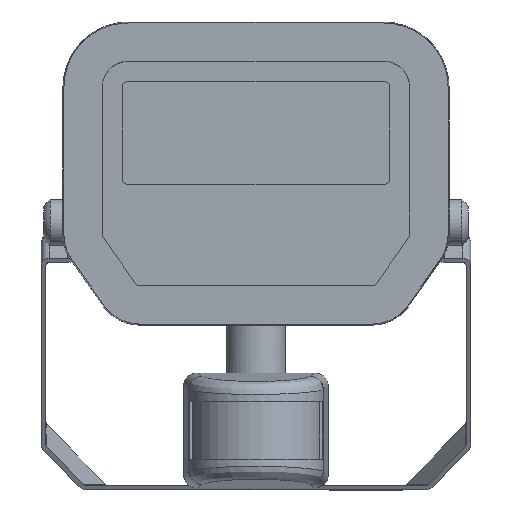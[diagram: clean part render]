
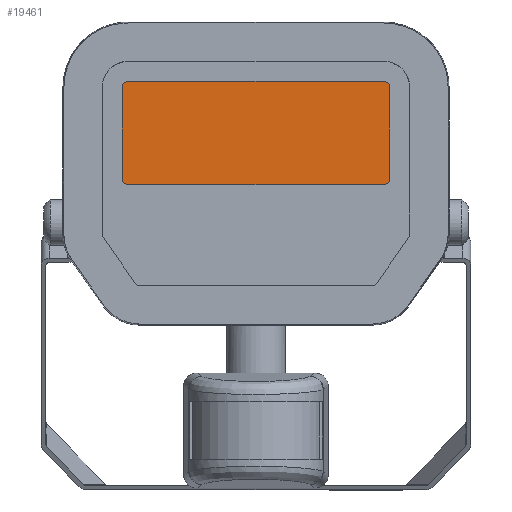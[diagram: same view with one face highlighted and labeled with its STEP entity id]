
A CAD part, top view. The second image highlights one B-rep face of the part: STEP entity #19461.
In plain terms, the highlighted face is planar.
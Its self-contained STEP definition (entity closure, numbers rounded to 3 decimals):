
#76 = EDGE_CURVE ( 'NONE', #18459, #35586, #34877, .T. ) ;
#342 = LINE ( 'NONE', #21735, #19575 ) ;
#1111 = CARTESIAN_POINT ( 'NONE',  ( -38.8, 68.429, 122.454 ) ) ;
#1189 = CIRCLE ( 'NONE', #8840, 2. ) ;
#1237 = VECTOR ( 'NONE', #4953, 1000. ) ;
#1941 = AXIS2_PLACEMENT_3D ( 'NONE', #9481, #34383, #31007 ) ;
#2460 = CARTESIAN_POINT ( 'NONE',  ( 40.8, 68.429, 122.454 ) ) ;
#3074 = EDGE_CURVE ( 'NONE', #15220, #24536, #29481, .T. ) ;
#3626 = EDGE_CURVE ( 'NONE', #25645, #18459, #342, .T. ) ;
#3822 = ORIENTED_EDGE ( 'NONE', *, *, #32848, .T. ) ;
#3923 = DIRECTION ( 'NONE',  ( 0., 1., 0. ) ) ;
#4018 = ORIENTED_EDGE ( 'NONE', *, *, #18537, .T. ) ;
#4953 = DIRECTION ( 'NONE',  ( 1., 0., 0. ) ) ;
#5644 = AXIS2_PLACEMENT_3D ( 'NONE', #1111, #37409, #34423 ) ;
#6328 = PLANE ( 'NONE',  #36413 ) ;
#7304 = CARTESIAN_POINT ( 'NONE',  ( -40.8, 68.429, 94.854 ) ) ;
#7402 = DIRECTION ( 'NONE',  ( 0., 0., 1. ) ) ;
#7737 = CARTESIAN_POINT ( 'NONE',  ( -38.8, 68.429, 124.454 ) ) ;
#7869 = CARTESIAN_POINT ( 'NONE',  ( -38.8, 68.429, 94.854 ) ) ;
#8186 = ORIENTED_EDGE ( 'NONE', *, *, #10136, .T. ) ;
#8189 = DIRECTION ( 'NONE',  ( 0., 0., -1. ) ) ;
#8840 = AXIS2_PLACEMENT_3D ( 'NONE', #23650, #35751, #29188 ) ;
#9481 = CARTESIAN_POINT ( 'NONE',  ( 38.8, 68.429, 122.454 ) ) ;
#10136 = EDGE_CURVE ( 'NONE', #28593, #25645, #1189, .T. ) ;
#11955 = EDGE_LOOP ( 'NONE', ( #8186, #30985, #26248, #23735, #16428, #35180, #4018, #3822 ) ) ;
#14413 = CARTESIAN_POINT ( 'NONE',  ( 38.8, 68.429, 92.854 ) ) ;
#14627 = CIRCLE ( 'NONE', #5644, 2. ) ;
#15220 = VERTEX_POINT ( 'NONE', #37007 ) ;
#15749 = CARTESIAN_POINT ( 'NONE',  ( -38.8, 68.429, 94.854 ) ) ;
#16428 = ORIENTED_EDGE ( 'NONE', *, *, #35599, .T. ) ;
#18459 = VERTEX_POINT ( 'NONE', #23698 ) ;
#18537 = EDGE_CURVE ( 'NONE', #24536, #26622, #38240, .T. ) ;
#19000 = CARTESIAN_POINT ( 'NONE',  ( -40.8, 68.429, 94.854 ) ) ;
#19461 = ADVANCED_FACE ( 'NONE', ( #36652 ), #6328, .T. ) ;
#19575 = VECTOR ( 'NONE', #25135, 1000. ) ;
#19664 = AXIS2_PLACEMENT_3D ( 'NONE', #15749, #3923, #24913 ) ;
#21735 = CARTESIAN_POINT ( 'NONE',  ( -38.8, 68.429, 92.854 ) ) ;
#21817 = VECTOR ( 'NONE', #7402, 1000. ) ;
#22748 = VECTOR ( 'NONE', #8189, 1000. ) ;
#23650 = CARTESIAN_POINT ( 'NONE',  ( 38.8, 68.429, 94.854 ) ) ;
#23698 = CARTESIAN_POINT ( 'NONE',  ( -38.8, 68.429, 92.854 ) ) ;
#23735 = ORIENTED_EDGE ( 'NONE', *, *, #27766, .T. ) ;
#23794 = CARTESIAN_POINT ( 'NONE',  ( 40.8, 68.429, 94.854 ) ) ;
#24536 = VERTEX_POINT ( 'NONE', #30433 ) ;
#24913 = DIRECTION ( 'NONE',  ( -1., 0., 0. ) ) ;
#25135 = DIRECTION ( 'NONE',  ( -1., 0., 0. ) ) ;
#25645 = VERTEX_POINT ( 'NONE', #14413 ) ;
#26233 = DIRECTION ( 'NONE',  ( 0., 1., 0. ) ) ;
#26248 = ORIENTED_EDGE ( 'NONE', *, *, #76, .T. ) ;
#26586 = VERTEX_POINT ( 'NONE', #29221 ) ;
#26622 = VERTEX_POINT ( 'NONE', #2460 ) ;
#27766 = EDGE_CURVE ( 'NONE', #35586, #26586, #27932, .T. ) ;
#27932 = LINE ( 'NONE', #19000, #21817 ) ;
#28046 = DIRECTION ( 'NONE',  ( -1., 0., 0. ) ) ;
#28593 = VERTEX_POINT ( 'NONE', #23794 ) ;
#29188 = DIRECTION ( 'NONE',  ( -1., 0., 0. ) ) ;
#29221 = CARTESIAN_POINT ( 'NONE',  ( -40.8, 68.429, 122.454 ) ) ;
#29481 = LINE ( 'NONE', #7737, #1237 ) ;
#30433 = CARTESIAN_POINT ( 'NONE',  ( 38.8, 68.429, 124.454 ) ) ;
#30985 = ORIENTED_EDGE ( 'NONE', *, *, #3626, .T. ) ;
#31007 = DIRECTION ( 'NONE',  ( -1., 0., 0. ) ) ;
#32848 = EDGE_CURVE ( 'NONE', #26622, #28593, #38488, .T. ) ;
#34383 = DIRECTION ( 'NONE',  ( 0., 1., 0. ) ) ;
#34423 = DIRECTION ( 'NONE',  ( -1., 0., 0. ) ) ;
#34877 = CIRCLE ( 'NONE', #19664, 2. ) ;
#35180 = ORIENTED_EDGE ( 'NONE', *, *, #3074, .T. ) ;
#35486 = CARTESIAN_POINT ( 'NONE',  ( 40.8, 68.429, 94.854 ) ) ;
#35586 = VERTEX_POINT ( 'NONE', #7304 ) ;
#35599 = EDGE_CURVE ( 'NONE', #26586, #15220, #14627, .T. ) ;
#35751 = DIRECTION ( 'NONE',  ( 0., 1., 0. ) ) ;
#36413 = AXIS2_PLACEMENT_3D ( 'NONE', #7869, #26233, #28046 ) ;
#36652 = FACE_OUTER_BOUND ( 'NONE', #11955, .T. ) ;
#37007 = CARTESIAN_POINT ( 'NONE',  ( -38.8, 68.429, 124.454 ) ) ;
#37409 = DIRECTION ( 'NONE',  ( 0., 1., 0. ) ) ;
#38240 = CIRCLE ( 'NONE', #1941, 2. ) ;
#38488 = LINE ( 'NONE', #35486, #22748 ) ;
